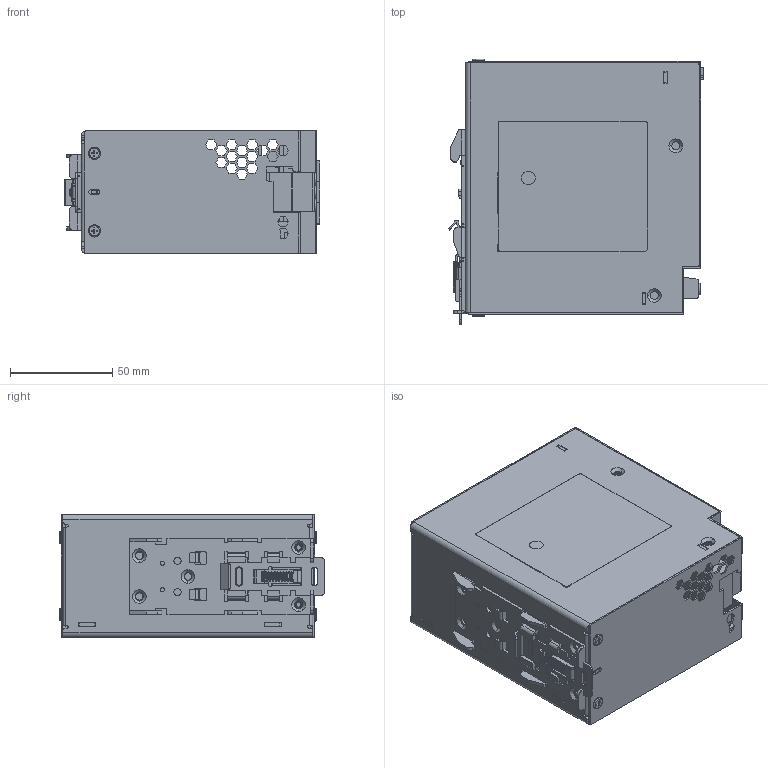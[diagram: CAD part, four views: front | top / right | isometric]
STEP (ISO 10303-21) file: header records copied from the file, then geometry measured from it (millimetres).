
FILE_DESCRIPTION (( 'STEP AP214' ), '1' );
FILE_NAME ('PSN24-240.step', '2020-08-28T12:31:39', ( '' ), ( '' ), 'SwSTEP 2.0', 'SolidWorks 2019', '' );
FILE_SCHEMA (( 'AUTOMOTIVE_DESIGN' ));
Length unit declared in the file: inch
Products named in the file (1): PSN24-240
Bounding box: 125.14 x 130 x 60.08 mm (x, y, z)
Volume: 116005.2 mm3; surface area: 177021.7 mm2
Topology: 29 solids, 29 shells, 2058 faces, 5442 edges, 3514 vertices
Faces by surface type: plane 1388, cylinder 493, cone 68, bspline 64, torus 45
Full cylindrical faces by diameter (mm): 3.4 x1, 3.9 x6, 4 x8, 4.1 x1, 4.9 x3, 5.76 x3, 6 x4
Entity records: 68368 total; most frequent: CARTESIAN_POINT 17043, ORIENTED_EDGE 10700, DIRECTION 10124, EDGE_CURVE 5350, VECTOR 3816, LINE 3816, VERTEX_POINT 3471, AXIS2_PLACEMENT_3D 3154
